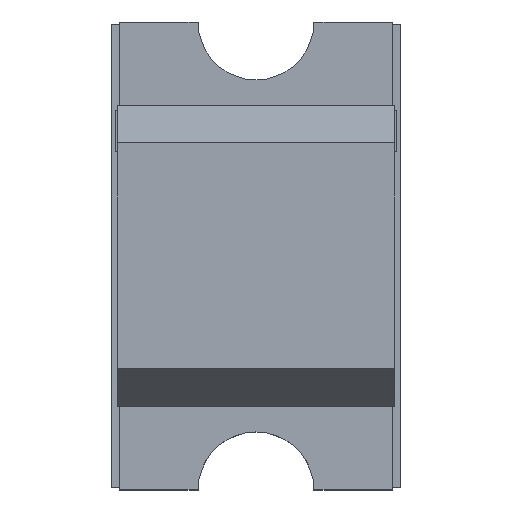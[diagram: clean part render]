
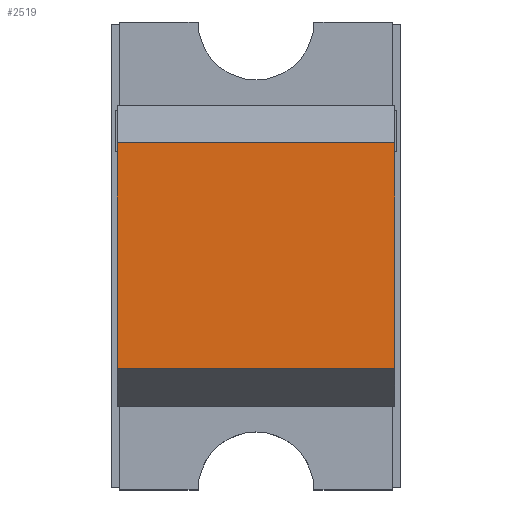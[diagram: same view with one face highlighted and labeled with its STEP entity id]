
A CAD part, top view. The second image highlights one B-rep face of the part: STEP entity #2519.
In plain terms, the highlighted planar face has unit normal (0, 0, 1).
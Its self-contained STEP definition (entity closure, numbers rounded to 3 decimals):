
#2069 = PLANE('',#2070);
#2070 = AXIS2_PLACEMENT_3D('',#2071,#2072,#2073);
#2071 = CARTESIAN_POINT('',(-0.6,-0.65,0.3));
#2072 = DIRECTION('',(-1.,0.,0.));
#2073 = DIRECTION('',(0.,1.,0.));
#2097 = PLANE('',#2098);
#2098 = AXIS2_PLACEMENT_3D('',#2099,#2100,#2101);
#2099 = CARTESIAN_POINT('',(-0.6,0.569,0.675));
#2100 = DIRECTION('',(0.,-0.839,-0.545));
#2101 = DIRECTION('',(1.,0.,0.));
#2125 = PLANE('',#2126);
#2126 = AXIS2_PLACEMENT_3D('',#2127,#2128,#2129);
#2127 = CARTESIAN_POINT('',(0.6,0.65,0.3));
#2128 = DIRECTION('',(1.,0.,0.));
#2129 = DIRECTION('',(0.,-1.,0.));
#2197 = VERTEX_POINT('',#2198);
#2198 = CARTESIAN_POINT('',(-0.6,-0.488,0.8));
#2212 = PLANE('',#2213);
#2213 = AXIS2_PLACEMENT_3D('',#2214,#2215,#2216);
#2214 = CARTESIAN_POINT('',(0.6,-0.569,0.675));
#2215 = DIRECTION('',(0.,0.839,-0.545));
#2216 = DIRECTION('',(-1.,0.,0.));
#2224 = EDGE_CURVE('',#2197,#2225,#2227,.T.);
#2225 = VERTEX_POINT('',#2226);
#2226 = CARTESIAN_POINT('',(-0.6,0.488,0.8));
#2227 = SURFACE_CURVE('',#2228,(#2232,#2239),.PCURVE_S1.);
#2228 = LINE('',#2229,#2230);
#2229 = CARTESIAN_POINT('',(-0.6,-0.65,0.8));
#2230 = VECTOR('',#2231,1.);
#2231 = DIRECTION('',(0.,1.,0.));
#2232 = PCURVE('',#2069,#2233);
#2233 = DEFINITIONAL_REPRESENTATION('',(#2234),#2238);
#2234 = LINE('',#2235,#2236);
#2235 = CARTESIAN_POINT('',(0.,-0.5));
#2236 = VECTOR('',#2237,1.);
#2237 = DIRECTION('',(1.,0.));
#2238 = ( GEOMETRIC_REPRESENTATION_CONTEXT(2) 
PARAMETRIC_REPRESENTATION_CONTEXT() REPRESENTATION_CONTEXT('2D SPACE',''
  ) );
#2239 = PCURVE('',#2240,#2245);
#2240 = PLANE('',#2241);
#2241 = AXIS2_PLACEMENT_3D('',#2242,#2243,#2244);
#2242 = CARTESIAN_POINT('',(0.,0.,0.8));
#2243 = DIRECTION('',(0.,0.,-1.));
#2244 = DIRECTION('',(-1.,0.,0.));
#2245 = DEFINITIONAL_REPRESENTATION('',(#2246),#2250);
#2246 = LINE('',#2247,#2248);
#2247 = CARTESIAN_POINT('',(0.6,-0.65));
#2248 = VECTOR('',#2249,1.);
#2249 = DIRECTION('',(0.,1.));
#2250 = ( GEOMETRIC_REPRESENTATION_CONTEXT(2) 
PARAMETRIC_REPRESENTATION_CONTEXT() REPRESENTATION_CONTEXT('2D SPACE',''
  ) );
#2301 = VERTEX_POINT('',#2302);
#2302 = CARTESIAN_POINT('',(0.6,0.488,0.8));
#2323 = EDGE_CURVE('',#2225,#2301,#2324,.T.);
#2324 = SURFACE_CURVE('',#2325,(#2329,#2336),.PCURVE_S1.);
#2325 = LINE('',#2326,#2327);
#2326 = CARTESIAN_POINT('',(-0.6,0.488,0.8));
#2327 = VECTOR('',#2328,1.);
#2328 = DIRECTION('',(1.,0.,0.));
#2329 = PCURVE('',#2097,#2330);
#2330 = DEFINITIONAL_REPRESENTATION('',(#2331),#2335);
#2331 = LINE('',#2332,#2333);
#2332 = CARTESIAN_POINT('',(0.,0.149));
#2333 = VECTOR('',#2334,1.);
#2334 = DIRECTION('',(1.,0.));
#2335 = ( GEOMETRIC_REPRESENTATION_CONTEXT(2) 
PARAMETRIC_REPRESENTATION_CONTEXT() REPRESENTATION_CONTEXT('2D SPACE',''
  ) );
#2336 = PCURVE('',#2240,#2337);
#2337 = DEFINITIONAL_REPRESENTATION('',(#2338),#2342);
#2338 = LINE('',#2339,#2340);
#2339 = CARTESIAN_POINT('',(0.6,0.488));
#2340 = VECTOR('',#2341,1.);
#2341 = DIRECTION('',(-1.,0.));
#2342 = ( GEOMETRIC_REPRESENTATION_CONTEXT(2) 
PARAMETRIC_REPRESENTATION_CONTEXT() REPRESENTATION_CONTEXT('2D SPACE',''
  ) );
#2398 = EDGE_CURVE('',#2301,#2399,#2401,.T.);
#2399 = VERTEX_POINT('',#2400);
#2400 = CARTESIAN_POINT('',(0.6,-0.488,0.8));
#2401 = SURFACE_CURVE('',#2402,(#2406,#2413),.PCURVE_S1.);
#2402 = LINE('',#2403,#2404);
#2403 = CARTESIAN_POINT('',(0.6,0.65,0.8));
#2404 = VECTOR('',#2405,1.);
#2405 = DIRECTION('',(0.,-1.,0.));
#2406 = PCURVE('',#2125,#2407);
#2407 = DEFINITIONAL_REPRESENTATION('',(#2408),#2412);
#2408 = LINE('',#2409,#2410);
#2409 = CARTESIAN_POINT('',(0.,-0.5));
#2410 = VECTOR('',#2411,1.);
#2411 = DIRECTION('',(1.,0.));
#2412 = ( GEOMETRIC_REPRESENTATION_CONTEXT(2) 
PARAMETRIC_REPRESENTATION_CONTEXT() REPRESENTATION_CONTEXT('2D SPACE',''
  ) );
#2413 = PCURVE('',#2240,#2414);
#2414 = DEFINITIONAL_REPRESENTATION('',(#2415),#2419);
#2415 = LINE('',#2416,#2417);
#2416 = CARTESIAN_POINT('',(-0.6,0.65));
#2417 = VECTOR('',#2418,1.);
#2418 = DIRECTION('',(0.,-1.));
#2419 = ( GEOMETRIC_REPRESENTATION_CONTEXT(2) 
PARAMETRIC_REPRESENTATION_CONTEXT() REPRESENTATION_CONTEXT('2D SPACE',''
  ) );
#2499 = EDGE_CURVE('',#2399,#2197,#2500,.T.);
#2500 = SURFACE_CURVE('',#2501,(#2505,#2512),.PCURVE_S1.);
#2501 = LINE('',#2502,#2503);
#2502 = CARTESIAN_POINT('',(0.6,-0.488,0.8));
#2503 = VECTOR('',#2504,1.);
#2504 = DIRECTION('',(-1.,0.,0.));
#2505 = PCURVE('',#2212,#2506);
#2506 = DEFINITIONAL_REPRESENTATION('',(#2507),#2511);
#2507 = LINE('',#2508,#2509);
#2508 = CARTESIAN_POINT('',(0.,0.149));
#2509 = VECTOR('',#2510,1.);
#2510 = DIRECTION('',(1.,0.));
#2511 = ( GEOMETRIC_REPRESENTATION_CONTEXT(2) 
PARAMETRIC_REPRESENTATION_CONTEXT() REPRESENTATION_CONTEXT('2D SPACE',''
  ) );
#2512 = PCURVE('',#2240,#2513);
#2513 = DEFINITIONAL_REPRESENTATION('',(#2514),#2518);
#2514 = LINE('',#2515,#2516);
#2515 = CARTESIAN_POINT('',(-0.6,-0.488));
#2516 = VECTOR('',#2517,1.);
#2517 = DIRECTION('',(1.,0.));
#2518 = ( GEOMETRIC_REPRESENTATION_CONTEXT(2) 
PARAMETRIC_REPRESENTATION_CONTEXT() REPRESENTATION_CONTEXT('2D SPACE',''
  ) );
#2519 = ADVANCED_FACE('',(#2520),#2240,.F.);
#2520 = FACE_BOUND('',#2521,.F.);
#2521 = EDGE_LOOP('',(#2522,#2523,#2524,#2525));
#2522 = ORIENTED_EDGE('',*,*,#2398,.T.);
#2523 = ORIENTED_EDGE('',*,*,#2499,.T.);
#2524 = ORIENTED_EDGE('',*,*,#2224,.T.);
#2525 = ORIENTED_EDGE('',*,*,#2323,.T.);
